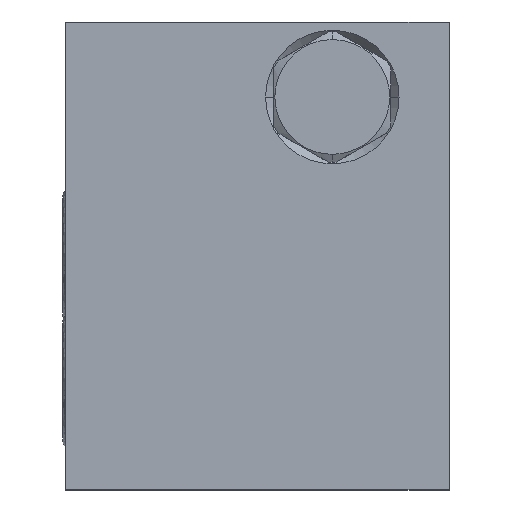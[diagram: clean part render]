
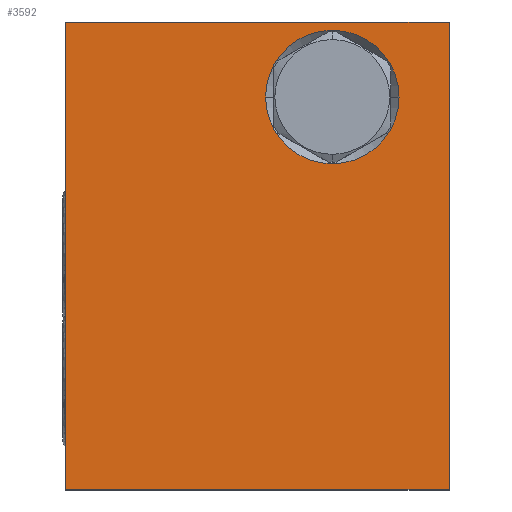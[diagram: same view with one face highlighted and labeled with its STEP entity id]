
A CAD part, top view. The second image highlights one B-rep face of the part: STEP entity #3592.
In plain terms, the highlighted planar face has unit normal (0, 0, 1).
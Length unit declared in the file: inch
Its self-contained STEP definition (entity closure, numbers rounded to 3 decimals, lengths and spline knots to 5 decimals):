
#163=DIRECTION('',(0.,-1.,0.));
#164=VECTOR('',#163,3.5);
#165=CARTESIAN_POINT('',(0.,0.,3.5));
#166=LINE('',#165,#164);
#167=DIRECTION('',(-1.,0.,0.));
#168=VECTOR('',#167,2.875);
#169=CARTESIAN_POINT('',(2.875,0.,3.5));
#170=LINE('',#169,#168);
#171=DIRECTION('',(0.,1.,0.));
#172=VECTOR('',#171,3.5);
#173=CARTESIAN_POINT('',(2.875,-3.5,3.5));
#174=LINE('',#173,#172);
#175=DIRECTION('',(1.,0.,0.));
#176=VECTOR('',#175,2.875);
#177=CARTESIAN_POINT('',(0.,-3.5,3.5));
#178=LINE('',#177,#176);
#179=CARTESIAN_POINT('',(2.,-0.562,3.5));
#180=DIRECTION('',(0.,0.,-1.));
#181=DIRECTION('',(-1.,0.,0.));
#182=AXIS2_PLACEMENT_3D('',#179,#180,#181);
#184=CARTESIAN_POINT('',(2.,-0.562,3.5));
#185=DIRECTION('',(0.,0.,-1.));
#186=DIRECTION('',(1.,0.,0.));
#187=AXIS2_PLACEMENT_3D('',#184,#185,#186);
#2990=CARTESIAN_POINT('',(0.,0.,3.5));
#2991=CARTESIAN_POINT('',(0.,-3.5,3.5));
#2992=VERTEX_POINT('',#2990);
#2993=VERTEX_POINT('',#2991);
#2994=CARTESIAN_POINT('',(2.875,-3.5,3.5));
#2995=VERTEX_POINT('',#2994);
#2996=CARTESIAN_POINT('',(2.875,0.,3.5));
#2997=VERTEX_POINT('',#2996);
#3384=CARTESIAN_POINT('',(1.5,-0.562,3.5));
#3385=VERTEX_POINT('',#3384);
#3386=CARTESIAN_POINT('',(2.5,-0.562,3.5));
#3387=VERTEX_POINT('',#3386);
#3575=CARTESIAN_POINT('',(0.,0.,3.5));
#3576=DIRECTION('',(0.,0.,1.));
#3577=DIRECTION('',(1.,0.,0.));
#3578=AXIS2_PLACEMENT_3D('',#3575,#3576,#3577);
#3579=PLANE('',#3578);
#3580=ORIENTED_EDGE('',*,*,#3449,.F.);
#3581=ORIENTED_EDGE('',*,*,#3494,.F.);
#3582=ORIENTED_EDGE('',*,*,#3520,.F.);
#3583=ORIENTED_EDGE('',*,*,#3569,.F.);
#3584=EDGE_LOOP('',(#3580,#3581,#3582,#3583));
#3585=FACE_OUTER_BOUND('',#3584,.F.);
#3587=ORIENTED_EDGE('',*,*,#3586,.F.);
#3589=ORIENTED_EDGE('',*,*,#3588,.F.);
#3590=EDGE_LOOP('',(#3587,#3589));
#3591=FACE_BOUND('',#3590,.F.);
#3592=ADVANCED_FACE('',(#3585,#3591),#3579,.T.);
#183=CIRCLE('',#182,0.5);
#188=CIRCLE('',#187,0.5);
#3449=EDGE_CURVE('',#2992,#2993,#166,.T.);
#3494=EDGE_CURVE('',#2997,#2992,#170,.T.);
#3520=EDGE_CURVE('',#2995,#2997,#174,.T.);
#3569=EDGE_CURVE('',#2993,#2995,#178,.T.);
#3586=EDGE_CURVE('',#3385,#3387,#183,.T.);
#3588=EDGE_CURVE('',#3387,#3385,#188,.T.);
